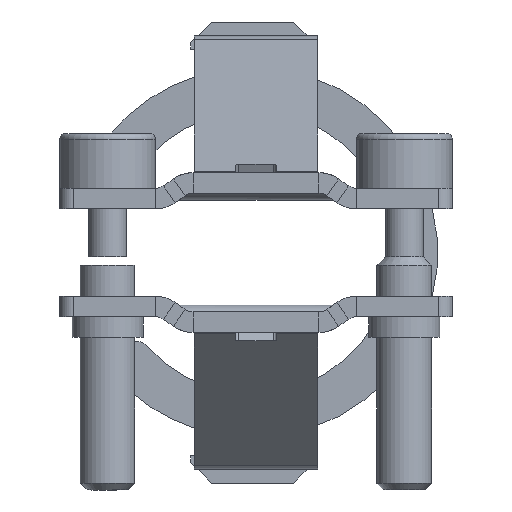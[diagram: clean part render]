
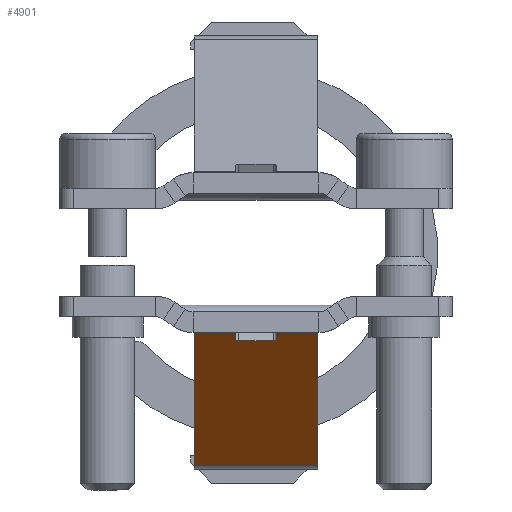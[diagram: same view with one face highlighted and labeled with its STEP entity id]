
A CAD part, left-side view. The second image highlights one B-rep face of the part: STEP entity #4901.
In plain terms, the highlighted planar face has unit normal (-0.454, 0, -0.891).
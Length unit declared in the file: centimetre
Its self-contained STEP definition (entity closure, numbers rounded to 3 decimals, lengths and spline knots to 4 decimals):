
#214=CIRCLE('',#5239,0.025);
#216=CIRCLE('',#5243,0.025);
#555=FACE_OUTER_BOUND('',#832,.T.);
#832=EDGE_LOOP('',(#3613,#3614,#3615,#3616,#3617,#3618,#3619,#3620,#3621,
#3622));
#1164=LINE('',#7524,#1602);
#1168=LINE('',#7536,#1606);
#1226=LINE('',#7704,#1664);
#1227=LINE('',#7707,#1665);
#1228=LINE('',#7708,#1666);
#1229=LINE('',#7710,#1667);
#1230=LINE('',#7712,#1668);
#1231=LINE('',#7713,#1669);
#1602=VECTOR('',#6108,1.);
#1606=VECTOR('',#6120,1.);
#1664=VECTOR('',#6288,1.);
#1665=VECTOR('',#6291,1.);
#1666=VECTOR('',#6292,1.);
#1667=VECTOR('',#6293,1.);
#1668=VECTOR('',#6294,1.);
#1669=VECTOR('',#6295,1.);
#2040=VERTEX_POINT('',#7514);
#2041=VERTEX_POINT('',#7515);
#2044=VERTEX_POINT('',#7523);
#2046=VERTEX_POINT('',#7529);
#2048=VERTEX_POINT('',#7535);
#2101=VERTEX_POINT('',#7691);
#2103=VERTEX_POINT('',#7697);
#2104=VERTEX_POINT('',#7706);
#2105=VERTEX_POINT('',#7709);
#2106=VERTEX_POINT('',#7711);
#2554=EDGE_CURVE('',#2040,#2041,#214,.T.);
#2558=EDGE_CURVE('',#2044,#2041,#1164,.T.);
#2561=EDGE_CURVE('',#2044,#2046,#216,.T.);
#2564=EDGE_CURVE('',#2048,#2046,#1168,.T.);
#2648=EDGE_CURVE('',#2101,#2103,#1226,.T.);
#2649=EDGE_CURVE('',#2103,#2104,#1227,.T.);
#2650=EDGE_CURVE('',#2104,#2048,#1228,.T.);
#2651=EDGE_CURVE('',#2040,#2105,#1229,.T.);
#2652=EDGE_CURVE('',#2105,#2106,#1230,.T.);
#2653=EDGE_CURVE('',#2106,#2101,#1231,.T.);
#3613=ORIENTED_EDGE('',*,*,#2648,.T.);
#3614=ORIENTED_EDGE('',*,*,#2649,.T.);
#3615=ORIENTED_EDGE('',*,*,#2650,.T.);
#3616=ORIENTED_EDGE('',*,*,#2564,.T.);
#3617=ORIENTED_EDGE('',*,*,#2561,.F.);
#3618=ORIENTED_EDGE('',*,*,#2558,.T.);
#3619=ORIENTED_EDGE('',*,*,#2554,.F.);
#3620=ORIENTED_EDGE('',*,*,#2651,.T.);
#3621=ORIENTED_EDGE('',*,*,#2652,.T.);
#3622=ORIENTED_EDGE('',*,*,#2653,.T.);
#4336=PLANE('',#5301);
#4901=ADVANCED_FACE('',(#555),#4336,.F.);
#5239=AXIS2_PLACEMENT_3D('',#7516,#6100,#6101);
#5243=AXIS2_PLACEMENT_3D('',#7530,#6113,#6114);
#5301=AXIS2_PLACEMENT_3D('',#7705,#6289,#6290);
#6100=DIRECTION('center_axis',(-0.454,0.,
-0.891));
#6101=DIRECTION('ref_axis',(0.63,0.707,-0.321));
#6108=DIRECTION('',(0.,1.,0.));
#6113=DIRECTION('center_axis',(-0.454,0.,
-0.891));
#6114=DIRECTION('ref_axis',(0.63,-0.707,-0.321));
#6120=DIRECTION('',(0.891,0.,-0.454));
#6288=DIRECTION('',(0.,-1.,0.));
#6289=DIRECTION('center_axis',(0.454,0.,
0.891));
#6290=DIRECTION('ref_axis',(0.891,0.,-0.454));
#6291=DIRECTION('',(-0.891,0.,0.454));
#6292=DIRECTION('',(0.,1.,0.));
#6293=DIRECTION('',(-0.891,0.,0.454));
#6294=DIRECTION('',(0.,1.,0.));
#6295=DIRECTION('',(0.891,0.,-0.454));
#7514=CARTESIAN_POINT('',(-3.9172,0.15,-0.6323));
#7515=CARTESIAN_POINT('',(-3.8949,0.125,-0.6436));
#7516=CARTESIAN_POINT('Origin',(-3.9172,0.125,-0.6323));
#7523=CARTESIAN_POINT('',(-3.8949,-0.125,-0.6436));
#7524=CARTESIAN_POINT('',(-3.8949,-0.075,-0.6436));
#7529=CARTESIAN_POINT('',(-3.9172,-0.15,-0.6323));
#7530=CARTESIAN_POINT('Origin',(-3.9172,-0.125,-0.6323));
#7535=CARTESIAN_POINT('',(-3.9937,-0.15,-0.5933));
#7536=CARTESIAN_POINT('',(-4.3181,-0.15,-0.428));
#7691=CARTESIAN_POINT('',(-2.1071,0.45,-1.5546));
#7697=CARTESIAN_POINT('',(-2.1071,-0.45,-1.5546));
#7704=CARTESIAN_POINT('',(-2.1071,-0.225,-1.5546));
#7705=CARTESIAN_POINT('Origin',(-4.5186,0.,
-0.3259));
#7706=CARTESIAN_POINT('',(-3.9937,-0.45,-0.5933));
#7707=CARTESIAN_POINT('',(0.3374,-0.45,-2.8001));
#7708=CARTESIAN_POINT('',(-3.9937,-0.075,-0.5933));
#7709=CARTESIAN_POINT('',(-3.9937,0.15,-0.5933));
#7710=CARTESIAN_POINT('',(-4.2068,0.15,-0.4848));
#7711=CARTESIAN_POINT('',(-3.9937,0.45,-0.5933));
#7712=CARTESIAN_POINT('',(-3.9937,0.225,-0.5933));
#7713=CARTESIAN_POINT('',(-4.1177,0.45,-0.5301));
